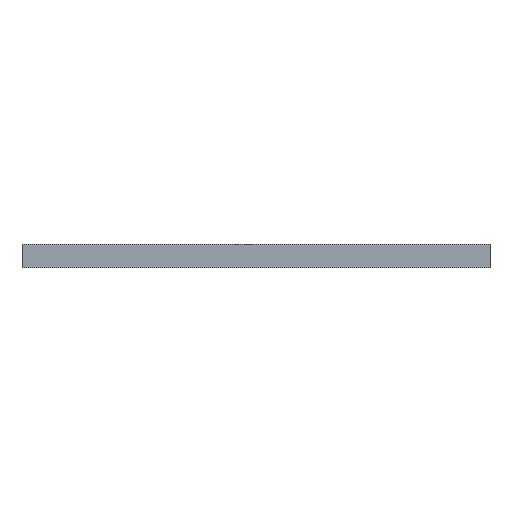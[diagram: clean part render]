
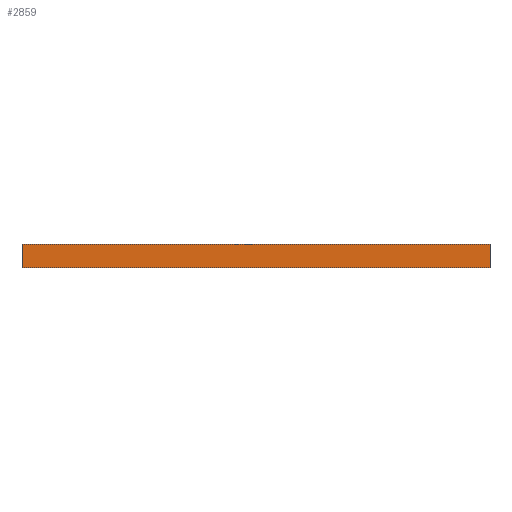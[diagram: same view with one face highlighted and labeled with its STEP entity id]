
A CAD part, front view. The second image highlights one B-rep face of the part: STEP entity #2859.
In plain terms, the highlighted planar face has unit normal (0, -1, 0).
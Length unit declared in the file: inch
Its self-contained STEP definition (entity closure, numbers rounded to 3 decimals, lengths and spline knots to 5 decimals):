
#126 = LINE ( 'NONE', #287, #4070 ) ;
#227 = ORIENTED_EDGE ( 'NONE', *, *, #2687, .T. ) ;
#287 = CARTESIAN_POINT ( 'NONE',  ( 0.59055, -0.59055, 0. ) ) ;
#516 = CARTESIAN_POINT ( 'NONE',  ( 0.59055, -0.59055, -0.03937 ) ) ;
#721 = DIRECTION ( 'NONE',  ( 0., 0., 1. ) ) ;
#1021 = DIRECTION ( 'NONE',  ( 1., 0., 0. ) ) ;
#1088 = AXIS2_PLACEMENT_3D ( 'NONE', #3737, #1413, #3718 ) ;
#1100 = PLANE ( 'NONE',  #1088 ) ;
#1225 = EDGE_CURVE ( 'NONE', #3635, #1687, #1243, .T. ) ;
#1243 = LINE ( 'NONE', #2326, #1851 ) ;
#1303 = DIRECTION ( 'NONE',  ( 0., 0., 1. ) ) ;
#1321 = CARTESIAN_POINT ( 'NONE',  ( -0.59055, -0.59055, -0.03937 ) ) ;
#1322 = ORIENTED_EDGE ( 'NONE', *, *, #1225, .F. ) ;
#1413 = DIRECTION ( 'NONE',  ( 0., -1., 0. ) ) ;
#1687 = VERTEX_POINT ( 'NONE', #3090 ) ;
#1717 = CARTESIAN_POINT ( 'NONE',  ( -0.59055, -0.59055, 0.01969 ) ) ;
#1762 = DIRECTION ( 'NONE',  ( 1., 0., 0. ) ) ;
#1770 = ORIENTED_EDGE ( 'NONE', *, *, #3547, .T. ) ;
#1777 = VERTEX_POINT ( 'NONE', #516 ) ;
#1804 = LINE ( 'NONE', #1717, #3442 ) ;
#1836 = ORIENTED_EDGE ( 'NONE', *, *, #2829, .F. ) ;
#1851 = VECTOR ( 'NONE', #721, 39.37008 ) ;
#1968 = FACE_OUTER_BOUND ( 'NONE', #2847, .T. ) ;
#2024 = VECTOR ( 'NONE', #1021, 39.37008 ) ;
#2326 = CARTESIAN_POINT ( 'NONE',  ( -0.59055, -0.59055, 0. ) ) ;
#2477 = VERTEX_POINT ( 'NONE', #2870 ) ;
#2687 = EDGE_CURVE ( 'NONE', #3635, #1777, #2983, .T. ) ;
#2829 = EDGE_CURVE ( 'NONE', #1687, #2477, #1804, .T. ) ;
#2847 = EDGE_LOOP ( 'NONE', ( #1322, #227, #1770, #1836 ) ) ;
#2859 = ADVANCED_FACE ( 'NONE', ( #1968 ), #1100, .T. ) ;
#2870 = CARTESIAN_POINT ( 'NONE',  ( 0.59055, -0.59055, 0.01969 ) ) ;
#2983 = LINE ( 'NONE', #1321, #2024 ) ;
#3090 = CARTESIAN_POINT ( 'NONE',  ( -0.59055, -0.59055, 0.01969 ) ) ;
#3442 = VECTOR ( 'NONE', #1762, 39.37008 ) ;
#3547 = EDGE_CURVE ( 'NONE', #1777, #2477, #126, .T. ) ;
#3635 = VERTEX_POINT ( 'NONE', #4249 ) ;
#3718 = DIRECTION ( 'NONE',  ( 1., 0., 0. ) ) ;
#3737 = CARTESIAN_POINT ( 'NONE',  ( -0.59055, -0.59055, 0. ) ) ;
#4070 = VECTOR ( 'NONE', #1303, 39.37008 ) ;
#4249 = CARTESIAN_POINT ( 'NONE',  ( -0.59055, -0.59055, -0.03937 ) ) ;
